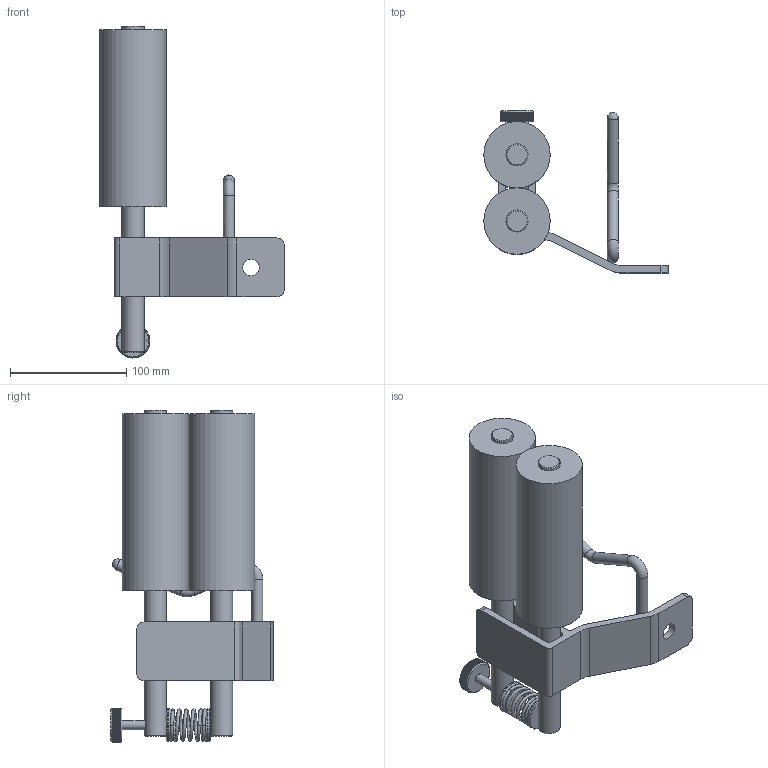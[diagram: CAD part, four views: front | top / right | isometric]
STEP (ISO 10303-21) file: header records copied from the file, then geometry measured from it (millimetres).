
FILE_DESCRIPTION(/* description */ ('6 INCH R.H. ADJUSTA-PULL ASSEMBLY'),/* implementation_level */ '2;1');
FILE_NAME(/* name */ '50648-06C 6 INCH RH ADJUSTA PULL CUSTOMER DWG.stp',/* time_stamp */ '2017-05-30T09:59:15-04:00',/* author */ ('mtrusz'),/* organization */ ('CONVERTER ACCESSORY CORPORATION WIND GAP, PA 18091'),/* preprocessor_version */ 'ST-DEVELOPER v16.5',/* originating_system */ 'Autodesk Inventor 2017',/* authorisation */ '');
FILE_SCHEMA (('AUTOMOTIVE_DESIGN { 1 0 10303 214 3 1 1 }'));
Length unit declared in the file: inch
Products named in the file (9): 50648-06C 6 INCH R.H. ADJUSTA-PULL CUSTOMER DWG; Compress Spring1_MIR6; Compress Spring11_MIR6; 50647-14A.CUSTOMER DWGipt; 50647-08 CUSTOMER DWG; 50647-10 CUSTOMER DWG; 50648-03 CUSTOMER DWG; 50648-04A CUSTOMER DWG; 50648-05A CUSTOMER DWG
Assembly tree (10 placements, depth 3):
  50648-06C 6 INCH R.H. ADJUSTA-PULL CUSTOMER DWG
    Compress Spring1_MIR6
      Compress Spring11_MIR6
    50647-14A.CUSTOMER DWGipt
    50647-08 CUSTOMER DWG  x2
    50647-10 CUSTOMER DWG
    50648-03 CUSTOMER DWG
    50648-04A CUSTOMER DWG  x2
    50648-05A CUSTOMER DWG
Bounding box: 158.75 x 139.77 x 286 mm (x, y, z)
Volume: 989066.2 mm3; surface area: 171164.7 mm2
Topology: 9 solids, 9 shells, 1590 faces, 4400 edges, 3131 vertices
Faces by surface type: plane 1237, cylinder 331, bspline 12, cone 6, torus 4
Full cylindrical faces by diameter (mm): 7.925 x1, 9.525 x3, 14.275 x1, 19.05 x4, 22.479 x2, 28.575 x3, 57.15 x2
Entity records: 53083 total; most frequent: CARTESIAN_POINT 10516, DIRECTION 8803, ORIENTED_EDGE 8720, EDGE_CURVE 4360, VERTEX_POINT 3117, LINE 3061, VECTOR 3061, AXIS2_PLACEMENT_3D 2871
